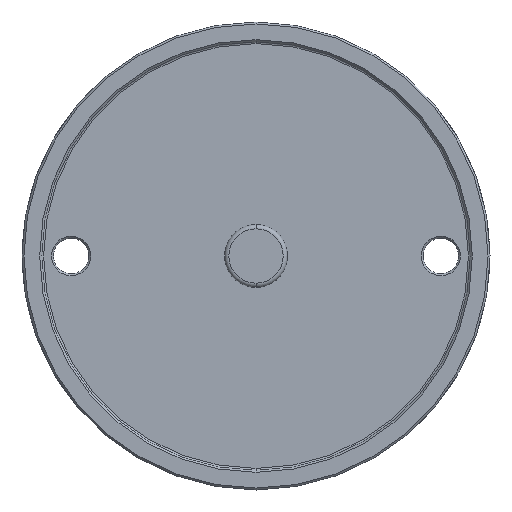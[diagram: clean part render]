
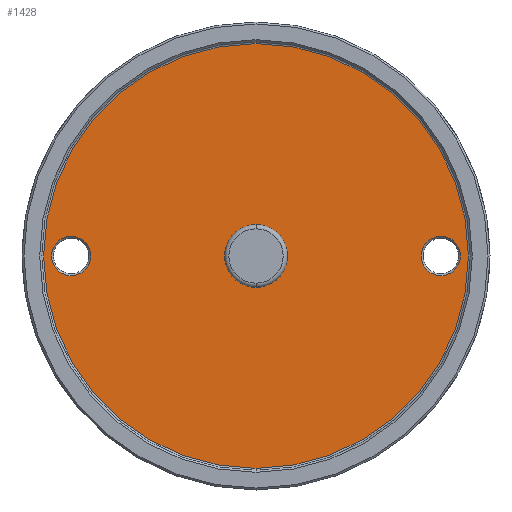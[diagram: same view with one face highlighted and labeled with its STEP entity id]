
A CAD part, front view. The second image highlights one B-rep face of the part: STEP entity #1428.
In plain terms, the highlighted planar face has unit normal (0, -1, 0).
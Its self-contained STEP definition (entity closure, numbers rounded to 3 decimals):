
#14 = EDGE_CURVE ( 'NONE', #463, #1354, #418, .T. ) ;
#32 = DIRECTION ( 'NONE',  ( 0., 1., 0. ) ) ;
#37 = CARTESIAN_POINT ( 'NONE',  ( 59.5, 5., -54. ) ) ;
#45 = AXIS2_PLACEMENT_3D ( 'NONE', #1193, #384, #1327 ) ;
#50 = EDGE_CURVE ( 'NONE', #1354, #463, #556, .T. ) ;
#72 = CARTESIAN_POINT ( 'NONE',  ( 12.5, 5., -5. ) ) ;
#76 = CIRCLE ( 'NONE', #1168, 5. ) ;
#92 = AXIS2_PLACEMENT_3D ( 'NONE', #992, #991, #987 ) ;
#121 = CIRCLE ( 'NONE', #92, 5. ) ;
#137 = EDGE_CURVE ( 'NONE', #1465, #1441, #385, .T. ) ;
#196 = AXIS2_PLACEMENT_3D ( 'NONE', #902, #866, #817 ) ;
#214 = DIRECTION ( 'NONE',  ( 0., 0., -1. ) ) ;
#272 = AXIS2_PLACEMENT_3D ( 'NONE', #1659, #1618, #1600 ) ;
#325 = CIRCLE ( 'NONE', #948, 5. ) ;
#384 = DIRECTION ( 'NONE',  ( 0., -1., 0. ) ) ;
#385 = CIRCLE ( 'NONE', #924, 5. ) ;
#418 = CIRCLE ( 'NONE', #196, 8. ) ;
#423 = VERTEX_POINT ( 'NONE', #846 ) ;
#459 = CARTESIAN_POINT ( 'NONE',  ( 106.5, 5., 0. ) ) ;
#463 = VERTEX_POINT ( 'NONE', #511 ) ;
#468 = DIRECTION ( 'NONE',  ( 0., 1., 0. ) ) ;
#511 = CARTESIAN_POINT ( 'NONE',  ( 59.5, 5., 8. ) ) ;
#522 = AXIS2_PLACEMENT_3D ( 'NONE', #1530, #1024, #214 ) ;
#528 = VERTEX_POINT ( 'NONE', #1538 ) ;
#556 = CIRCLE ( 'NONE', #272, 8. ) ;
#563 = DIRECTION ( 'NONE',  ( 0., -1., 0. ) ) ;
#645 = AXIS2_PLACEMENT_3D ( 'NONE', #1374, #563, #1507 ) ;
#653 = EDGE_LOOP ( 'NONE', ( #901, #923 ) ) ;
#661 = EDGE_LOOP ( 'NONE', ( #750, #771 ) ) ;
#667 = EDGE_CURVE ( 'NONE', #423, #1065, #121, .T. ) ;
#696 = DIRECTION ( 'NONE',  ( 0., 0., -1. ) ) ;
#697 = DIRECTION ( 'NONE',  ( 0., 1., 0. ) ) ;
#700 = EDGE_LOOP ( 'NONE', ( #788, #873 ) ) ;
#703 = CARTESIAN_POINT ( 'NONE',  ( 12.5, 5., 0. ) ) ;
#714 = EDGE_LOOP ( 'NONE', ( #893, #899 ) ) ;
#750 = ORIENTED_EDGE ( 'NONE', *, *, #1665, .T. ) ;
#757 = FACE_OUTER_BOUND ( 'NONE', #714, .T. ) ;
#771 = ORIENTED_EDGE ( 'NONE', *, *, #137, .T. ) ;
#779 = EDGE_CURVE ( 'NONE', #1065, #423, #76, .T. ) ;
#788 = ORIENTED_EDGE ( 'NONE', *, *, #779, .T. ) ;
#817 = DIRECTION ( 'NONE',  ( 0., 0., -1. ) ) ;
#839 = CARTESIAN_POINT ( 'NONE',  ( 106.5, 5., 0. ) ) ;
#845 = FACE_BOUND ( 'NONE', #653, .T. ) ;
#846 = CARTESIAN_POINT ( 'NONE',  ( 12.5, 5., 5. ) ) ;
#866 = DIRECTION ( 'NONE',  ( 0., 1., 0. ) ) ;
#873 = ORIENTED_EDGE ( 'NONE', *, *, #667, .T. ) ;
#893 = ORIENTED_EDGE ( 'NONE', *, *, #1212, .T. ) ;
#899 = ORIENTED_EDGE ( 'NONE', *, *, #1594, .T. ) ;
#901 = ORIENTED_EDGE ( 'NONE', *, *, #50, .T. ) ;
#902 = CARTESIAN_POINT ( 'NONE',  ( 59.5, 5., 0. ) ) ;
#923 = ORIENTED_EDGE ( 'NONE', *, *, #14, .T. ) ;
#924 = AXIS2_PLACEMENT_3D ( 'NONE', #459, #468, #1012 ) ;
#937 = CIRCLE ( 'NONE', #645, 54. ) ;
#948 = AXIS2_PLACEMENT_3D ( 'NONE', #839, #32, #975 ) ;
#975 = DIRECTION ( 'NONE',  ( 0., 0., -1. ) ) ;
#987 = DIRECTION ( 'NONE',  ( 0., 0., -1. ) ) ;
#991 = DIRECTION ( 'NONE',  ( 0., 1., 0. ) ) ;
#992 = CARTESIAN_POINT ( 'NONE',  ( 12.5, 5., 0. ) ) ;
#1012 = DIRECTION ( 'NONE',  ( 0., 0., -1. ) ) ;
#1024 = DIRECTION ( 'NONE',  ( 0., -1., 0. ) ) ;
#1065 = VERTEX_POINT ( 'NONE', #72 ) ;
#1088 = VERTEX_POINT ( 'NONE', #37 ) ;
#1115 = FACE_BOUND ( 'NONE', #700, .T. ) ;
#1168 = AXIS2_PLACEMENT_3D ( 'NONE', #703, #697, #696 ) ;
#1193 = CARTESIAN_POINT ( 'NONE',  ( 59.5, 5., 0. ) ) ;
#1212 = EDGE_CURVE ( 'NONE', #1088, #528, #937, .T. ) ;
#1272 = CARTESIAN_POINT ( 'NONE',  ( 59.5, 5., -8. ) ) ;
#1327 = DIRECTION ( 'NONE',  ( 0., 0., -1. ) ) ;
#1354 = VERTEX_POINT ( 'NONE', #1272 ) ;
#1374 = CARTESIAN_POINT ( 'NONE',  ( 59.5, 5., 0. ) ) ;
#1428 = ADVANCED_FACE ( 'NONE', ( #1470, #1115, #757, #845 ), #1637, .T. ) ;
#1441 = VERTEX_POINT ( 'NONE', #1641 ) ;
#1465 = VERTEX_POINT ( 'NONE', #1644 ) ;
#1470 = FACE_BOUND ( 'NONE', #661, .T. ) ;
#1507 = DIRECTION ( 'NONE',  ( 0., 0., -1. ) ) ;
#1530 = CARTESIAN_POINT ( 'NONE',  ( 5., 5., 0. ) ) ;
#1538 = CARTESIAN_POINT ( 'NONE',  ( 59.5, 5., 54. ) ) ;
#1562 = CIRCLE ( 'NONE', #45, 54. ) ;
#1594 = EDGE_CURVE ( 'NONE', #528, #1088, #1562, .T. ) ;
#1600 = DIRECTION ( 'NONE',  ( 0., 0., -1. ) ) ;
#1618 = DIRECTION ( 'NONE',  ( 0., 1., 0. ) ) ;
#1637 = PLANE ( 'NONE',  #522 ) ;
#1641 = CARTESIAN_POINT ( 'NONE',  ( 106.5, 5., -5. ) ) ;
#1644 = CARTESIAN_POINT ( 'NONE',  ( 106.5, 5., 5. ) ) ;
#1659 = CARTESIAN_POINT ( 'NONE',  ( 59.5, 5., 0. ) ) ;
#1665 = EDGE_CURVE ( 'NONE', #1441, #1465, #325, .T. ) ;
